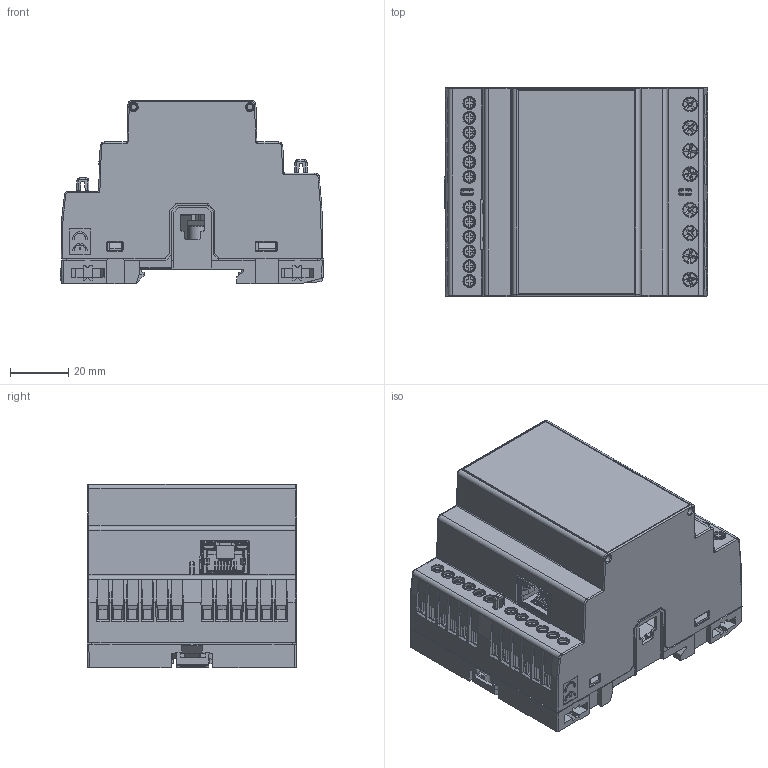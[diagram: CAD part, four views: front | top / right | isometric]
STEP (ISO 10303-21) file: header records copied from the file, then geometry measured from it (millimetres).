
FILE_DESCRIPTION(/* description */ (''),/* implementation_level */ '2;1');
FILE_NAME(/* name */ 'FILE_STP_CAD_DRAWING_3D_DMG2500_prt.stp',/* time_stamp */ '2025-09-18T10:45:58+02:00',/* author */ (''),/* organization */ (''),/* preprocessor_version */ 'ST-DEVELOPER v20',/* originating_system */ 'SIEMENS PLM Software NX2406.8500',/* authorisation */ '');
FILE_SCHEMA (('AUTOMOTIVE_DESIGN { 1 0 10303 214 3 1 1 1 }'));
Products named in the file (1): 3D_DMG2500
Bounding box: 90.43 x 71.87 x 62.98 mm (x, y, z)
Surface area: 52549.7 mm2 (no closed solid volume)
Topology: 0 solids, 196 shells, 1758 faces, 7094 edges, 5354 vertices
Faces by surface type: plane 1328, cylinder 268, torus 84, cone 39, bspline 34, sphere 5
Full cylindrical faces by diameter (mm): 0.8 x1, 0.9 x1, 1.844 x2, 2.5 x1, 3.95 x18, 4.05 x32, 4.6 x8, 5.1 x8, 6.3 x1
Entity records: 73980 total; most frequent: CARTESIAN_POINT 15192, DIRECTION 11403, ORIENTED_EDGE 10286, EDGE_CURVE 6881, LINE 5627, VECTOR 5627, VERTEX_POINT 5312, AXIS2_PLACEMENT_3D 2888
